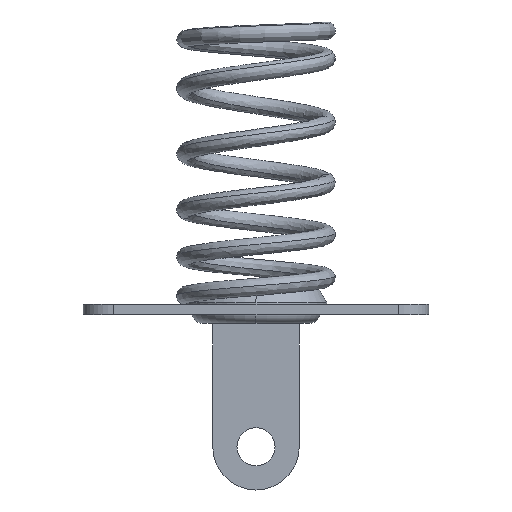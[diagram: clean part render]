
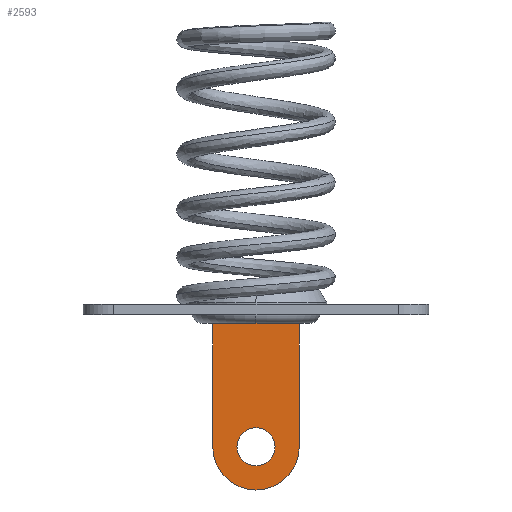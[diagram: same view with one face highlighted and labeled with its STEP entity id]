
A CAD part, left-side view. The second image highlights one B-rep face of the part: STEP entity #2593.
In plain terms, the highlighted planar face has unit normal (-1, 0, 0).
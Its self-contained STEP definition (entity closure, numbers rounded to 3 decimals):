
#200 = VERTEX_POINT ( 'NONE', #810 ) ;
#249 = DIRECTION ( 'NONE',  ( 0., 0., 1. ) ) ;
#324 = VERTEX_POINT ( 'NONE', #909 ) ;
#368 = AXIS2_PLACEMENT_3D ( 'NONE', #809, #2105, #249 ) ;
#459 = CARTESIAN_POINT ( 'NONE',  ( 4.78, 3.81, -3.78 ) ) ;
#465 = CARTESIAN_POINT ( 'NONE',  ( 4.78, 3.81, -0.05 ) ) ;
#548 = VECTOR ( 'NONE', #2261, 1000. ) ;
#585 = CARTESIAN_POINT ( 'NONE',  ( 4.78, 5.08, -4.34 ) ) ;
#624 = EDGE_CURVE ( 'NONE', #1068, #3241, #693, .T. ) ;
#691 = DIRECTION ( 'NONE',  ( 0., 0., 1. ) ) ;
#693 = CIRCLE ( 'NONE', #368, 0.56 ) ;
#724 = LINE ( 'NONE', #3394, #3370 ) ;
#728 = VERTEX_POINT ( 'NONE', #1723 ) ;
#743 = CARTESIAN_POINT ( 'NONE',  ( 4.78, 5.08, -3.78 ) ) ;
#809 = CARTESIAN_POINT ( 'NONE',  ( 4.78, 5.08, -3.78 ) ) ;
#810 = CARTESIAN_POINT ( 'NONE',  ( 4.78, 6.35, -0.05 ) ) ;
#909 = CARTESIAN_POINT ( 'NONE',  ( 4.78, 3.81, -3.78 ) ) ;
#969 = LINE ( 'NONE', #459, #2419 ) ;
#989 = DIRECTION ( 'NONE',  ( 0., 0., 1. ) ) ;
#1007 = DIRECTION ( 'NONE',  ( -1., 0., 0. ) ) ;
#1068 = VERTEX_POINT ( 'NONE', #585 ) ;
#1110 = ORIENTED_EDGE ( 'NONE', *, *, #624, .F. ) ;
#1251 = CIRCLE ( 'NONE', #3320, 0.56 ) ;
#1260 = CARTESIAN_POINT ( 'NONE',  ( 4.78, 5.08, -3.78 ) ) ;
#1301 = DIRECTION ( 'NONE',  ( -1., 0., 0. ) ) ;
#1368 = AXIS2_PLACEMENT_3D ( 'NONE', #1874, #2472, #989 ) ;
#1518 = AXIS2_PLACEMENT_3D ( 'NONE', #743, #1301, #691 ) ;
#1528 = ORIENTED_EDGE ( 'NONE', *, *, #3282, .T. ) ;
#1723 = CARTESIAN_POINT ( 'NONE',  ( 4.78, 6.35, -3.78 ) ) ;
#1874 = CARTESIAN_POINT ( 'NONE',  ( 4.78, 5.08, -3.78 ) ) ;
#1944 = FACE_BOUND ( 'NONE', #3741, .T. ) ;
#2105 = DIRECTION ( 'NONE',  ( -1., 0., 0. ) ) ;
#2146 = ORIENTED_EDGE ( 'NONE', *, *, #3105, .F. ) ;
#2241 = ORIENTED_EDGE ( 'NONE', *, *, #2325, .T. ) ;
#2261 = DIRECTION ( 'NONE',  ( 0., -1., 0. ) ) ;
#2325 = EDGE_CURVE ( 'NONE', #728, #324, #3185, .T. ) ;
#2419 = VECTOR ( 'NONE', #3126, 1000. ) ;
#2456 = DIRECTION ( 'NONE',  ( 0., 0., 1. ) ) ;
#2472 = DIRECTION ( 'NONE',  ( -1., 0., 0. ) ) ;
#2507 = PLANE ( 'NONE',  #1518 ) ;
#2569 = CARTESIAN_POINT ( 'NONE',  ( 4.78, 6.35, -0.05 ) ) ;
#2593 = ADVANCED_FACE ( 'NONE', ( #1944, #3180 ), #2507, .T. ) ;
#2742 = ORIENTED_EDGE ( 'NONE', *, *, #2890, .F. ) ;
#2765 = CARTESIAN_POINT ( 'NONE',  ( 4.78, 5.08, -3.22 ) ) ;
#2785 = VERTEX_POINT ( 'NONE', #465 ) ;
#2890 = EDGE_CURVE ( 'NONE', #200, #2785, #3279, .T. ) ;
#3092 = DIRECTION ( 'NONE',  ( 0., 0., -1. ) ) ;
#3105 = EDGE_CURVE ( 'NONE', #3241, #1068, #1251, .T. ) ;
#3126 = DIRECTION ( 'NONE',  ( 0., 0., 1. ) ) ;
#3180 = FACE_OUTER_BOUND ( 'NONE', #3429, .T. ) ;
#3185 = CIRCLE ( 'NONE', #1368, 1.27 ) ;
#3241 = VERTEX_POINT ( 'NONE', #2765 ) ;
#3279 = LINE ( 'NONE', #2569, #548 ) ;
#3282 = EDGE_CURVE ( 'NONE', #324, #2785, #969, .T. ) ;
#3320 = AXIS2_PLACEMENT_3D ( 'NONE', #1260, #1007, #2456 ) ;
#3335 = EDGE_CURVE ( 'NONE', #200, #728, #724, .T. ) ;
#3370 = VECTOR ( 'NONE', #3092, 1000. ) ;
#3394 = CARTESIAN_POINT ( 'NONE',  ( 4.78, 6.35, -3.78 ) ) ;
#3429 = EDGE_LOOP ( 'NONE', ( #1528, #2742, #3509, #2241 ) ) ;
#3509 = ORIENTED_EDGE ( 'NONE', *, *, #3335, .T. ) ;
#3741 = EDGE_LOOP ( 'NONE', ( #2146, #1110 ) ) ;
